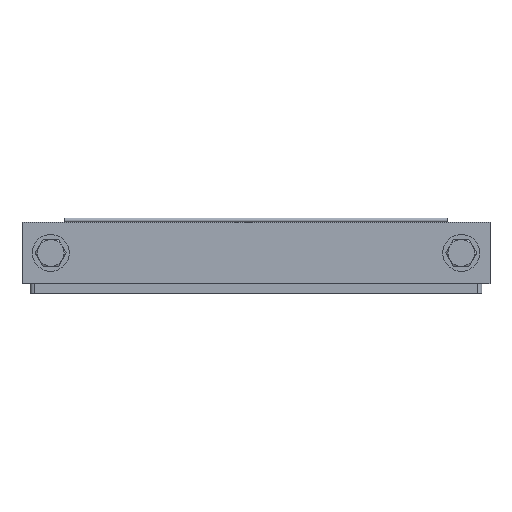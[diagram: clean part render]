
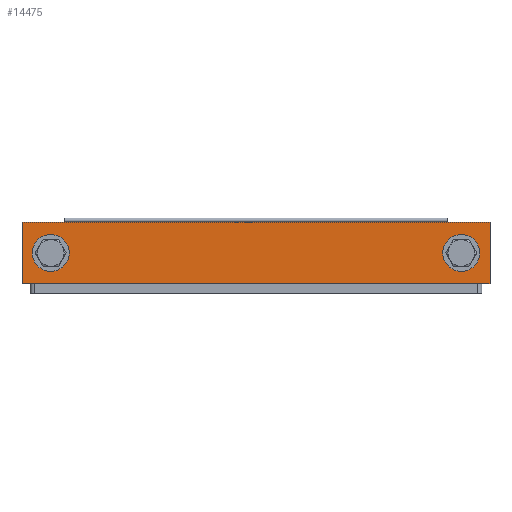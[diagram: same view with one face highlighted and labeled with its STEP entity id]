
A CAD part, front view. The second image highlights one B-rep face of the part: STEP entity #14475.
In plain terms, the highlighted planar face has unit normal (0, -1, 0).
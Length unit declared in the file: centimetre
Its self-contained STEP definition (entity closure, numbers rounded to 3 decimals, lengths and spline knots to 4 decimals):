
#214=FACE_BOUND('',#2756,.T.);
#215=FACE_BOUND('',#2757,.T.);
#1844=FACE_OUTER_BOUND('',#2755,.T.);
#2755=EDGE_LOOP('',(#12191,#12192,#12193,#12194,#12195,#12196));
#2756=EDGE_LOOP('',(#12197));
#2757=EDGE_LOOP('',(#12198));
#3566=CIRCLE('',#15989,0.9);
#3576=CIRCLE('',#16016,0.9);
#4455=LINE('',#23726,#5603);
#4470=LINE('',#23765,#5618);
#4490=LINE('',#23808,#5638);
#4494=LINE('',#23817,#5642);
#4496=LINE('',#23821,#5644);
#4497=LINE('',#23822,#5645);
#5603=VECTOR('',#19900,1.);
#5618=VECTOR('',#19939,1.);
#5638=VECTOR('',#19981,1.);
#5642=VECTOR('',#19989,1.);
#5644=VECTOR('',#19993,1.);
#5645=VECTOR('',#19994,1.);
#6700=VERTEX_POINT('',#23515);
#6722=VERTEX_POINT('',#23614);
#6756=VERTEX_POINT('',#23721);
#6757=VERTEX_POINT('',#23725);
#6769=VERTEX_POINT('',#23764);
#6781=VERTEX_POINT('',#23806);
#6783=VERTEX_POINT('',#23814);
#6785=VERTEX_POINT('',#23820);
#8501=EDGE_CURVE('',#6700,#6700,#3566,.T.);
#8537=EDGE_CURVE('',#6722,#6722,#3576,.T.);
#8590=EDGE_CURVE('',#6757,#6756,#4455,.T.);
#8609=EDGE_CURVE('',#6769,#6757,#4470,.T.);
#8632=EDGE_CURVE('',#6756,#6781,#4490,.T.);
#8636=EDGE_CURVE('',#6783,#6781,#4494,.T.);
#8638=EDGE_CURVE('',#6785,#6783,#4496,.T.);
#8639=EDGE_CURVE('',#6785,#6769,#4497,.T.);
#12191=ORIENTED_EDGE('',*,*,#8638,.F.);
#12192=ORIENTED_EDGE('',*,*,#8639,.T.);
#12193=ORIENTED_EDGE('',*,*,#8609,.T.);
#12194=ORIENTED_EDGE('',*,*,#8590,.T.);
#12195=ORIENTED_EDGE('',*,*,#8632,.T.);
#12196=ORIENTED_EDGE('',*,*,#8636,.F.);
#12197=ORIENTED_EDGE('',*,*,#8501,.T.);
#12198=ORIENTED_EDGE('',*,*,#8537,.T.);
#13620=PLANE('',#16082);
#14475=ADVANCED_FACE('',(#1844,#214,#215),#13620,.F.);
#15989=AXIS2_PLACEMENT_3D('',#23517,#19716,#19717);
#16016=AXIS2_PLACEMENT_3D('',#23616,#19784,#19785);
#16082=AXIS2_PLACEMENT_3D('',#23819,#19991,#19992);
#19716=DIRECTION('center_axis',(0.,1.,0.));
#19717=DIRECTION('ref_axis',(1.,0.,0.));
#19784=DIRECTION('center_axis',(0.,1.,0.));
#19785=DIRECTION('ref_axis',(-1.,0.,0.));
#19900=DIRECTION('',(1.,0.,0.));
#19939=DIRECTION('',(1.,0.,0.));
#19981=DIRECTION('',(1.,0.,0.));
#19989=DIRECTION('',(0.,0.,-1.));
#19991=DIRECTION('center_axis',(0.,1.,0.));
#19992=DIRECTION('ref_axis',(1.,0.,0.));
#19993=DIRECTION('',(1.,0.,0.));
#19994=DIRECTION('',(0.,0.,-1.));
#23515=CARTESIAN_POINT('',(9.1,-5.425,-1.5));
#23517=CARTESIAN_POINT('Origin',(10.,-5.425,-1.5));
#23614=CARTESIAN_POINT('',(-9.1,-5.425,-1.5));
#23616=CARTESIAN_POINT('Origin',(-10.,-5.425,-1.5));
#23721=CARTESIAN_POINT('',(10.8,-5.425,-3.));
#23725=CARTESIAN_POINT('',(-10.8,-5.425,-3.));
#23726=CARTESIAN_POINT('',(-11.4,-5.425,-3.));
#23764=CARTESIAN_POINT('',(-11.4,-5.425,-3.));
#23765=CARTESIAN_POINT('',(-11.4,-5.425,-3.));
#23806=CARTESIAN_POINT('',(11.4,-5.425,-3.));
#23808=CARTESIAN_POINT('',(-11.4,-5.425,-3.));
#23814=CARTESIAN_POINT('',(11.4,-5.425,0.));
#23817=CARTESIAN_POINT('',(11.4,-5.425,0.));
#23819=CARTESIAN_POINT('Origin',(-11.4,-5.425,0.));
#23820=CARTESIAN_POINT('',(-11.4,-5.425,0.));
#23821=CARTESIAN_POINT('',(-11.4,-5.425,0.));
#23822=CARTESIAN_POINT('',(-11.4,-5.425,0.));
